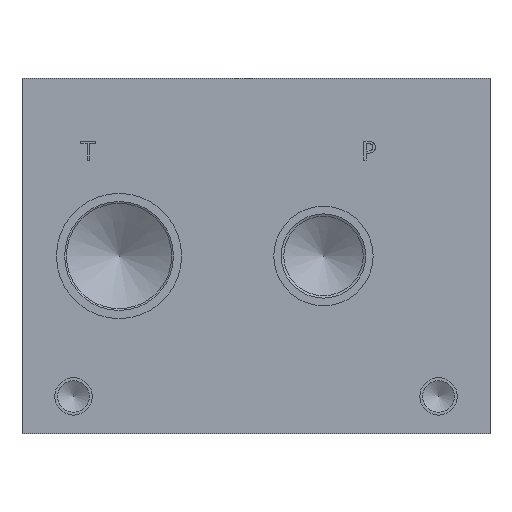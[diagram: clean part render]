
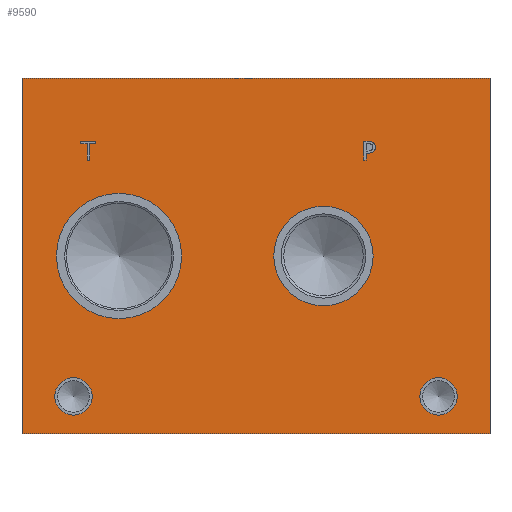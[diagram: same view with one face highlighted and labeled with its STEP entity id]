
A CAD part, left-side view. The second image highlights one B-rep face of the part: STEP entity #9590.
In plain terms, the highlighted planar face has unit normal (-1, 0, 0).
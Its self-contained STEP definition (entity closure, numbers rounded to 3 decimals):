
#101=CIRCLE('',#10013,21.234);
#102=CIRCLE('',#10014,21.234);
#103=CIRCLE('',#10015,16.853);
#104=CIRCLE('',#10016,16.853);
#105=CIRCLE('',#10017,6.35);
#106=CIRCLE('',#10018,6.35);
#107=CIRCLE('',#10019,6.35);
#108=CIRCLE('',#10020,6.35);
#288=FACE_BOUND('',#1519,.T.);
#289=FACE_BOUND('',#1520,.T.);
#290=FACE_BOUND('',#1521,.T.);
#291=FACE_BOUND('',#1522,.T.);
#292=FACE_BOUND('',#1523,.T.);
#293=FACE_BOUND('',#1524,.T.);
#565=PLANE('',#10012);
#977=FACE_OUTER_BOUND('',#1518,.T.);
#1518=EDGE_LOOP('',(#7962,#7963,#7964,#7965));
#1519=EDGE_LOOP('',(#7966,#7967));
#1520=EDGE_LOOP('',(#7968,#7969));
#1521=EDGE_LOOP('',(#7970,#7971));
#1522=EDGE_LOOP('',(#7972,#7973));
#1523=EDGE_LOOP('',(#7974,#7975,#7976,#7977,#7978,#7979,#7980,#7981));
#1524=EDGE_LOOP('',(#7982,#7983,#7984,#7985,#7986,#7987,#7988,#7989,#7990));
#1974=LINE('',#14226,#2910);
#2448=LINE('',#15628,#3384);
#2451=LINE('',#15634,#3387);
#2454=LINE('',#15640,#3390);
#2457=LINE('',#15646,#3393);
#2460=LINE('',#15652,#3396);
#2464=LINE('',#15694,#3400);
#2465=LINE('',#15696,#3401);
#2466=LINE('',#15697,#3402);
#2467=LINE('',#15716,#3403);
#2468=LINE('',#15718,#3404);
#2469=LINE('',#15720,#3405);
#2470=LINE('',#15722,#3406);
#2471=LINE('',#15724,#3407);
#2472=LINE('',#15726,#3408);
#2473=LINE('',#15728,#3409);
#2474=LINE('',#15729,#3410);
#2910=VECTOR('',#10700,10.);
#3384=VECTOR('',#11530,10.);
#3387=VECTOR('',#11535,10.);
#3390=VECTOR('',#11540,10.);
#3393=VECTOR('',#11545,10.);
#3396=VECTOR('',#11550,10.);
#3400=VECTOR('',#11558,10.);
#3401=VECTOR('',#11559,10.);
#3402=VECTOR('',#11560,10.);
#3403=VECTOR('',#11577,10.);
#3404=VECTOR('',#11578,10.);
#3405=VECTOR('',#11579,10.);
#3406=VECTOR('',#11580,10.);
#3407=VECTOR('',#11581,10.);
#3408=VECTOR('',#11582,10.);
#3409=VECTOR('',#11583,10.);
#3410=VECTOR('',#11584,10.);
#3793=B_SPLINE_CURVE_WITH_KNOTS('',2,(#15595,#15596,#15597,#15598),
 .UNSPECIFIED.,.F.,.F.,(3,1,3),(0.,1.,2.),.UNSPECIFIED.);
#3795=B_SPLINE_CURVE_WITH_KNOTS('',2,(#15616,#15617,#15618,#15619),
 .UNSPECIFIED.,.F.,.F.,(3,1,3),(0.,1.,2.),.UNSPECIFIED.);
#3797=B_SPLINE_CURVE_WITH_KNOTS('',2,(#15665,#15666,#15667,#15668),
 .UNSPECIFIED.,.F.,.F.,(3,1,3),(0.,1.,2.),.UNSPECIFIED.);
#3799=B_SPLINE_CURVE_WITH_KNOTS('',2,(#15683,#15684,#15685,#15686),
 .UNSPECIFIED.,.F.,.F.,(3,1,3),(0.,1.,2.),.UNSPECIFIED.);
#4103=VERTEX_POINT('',#14219);
#4106=VERTEX_POINT('',#14224);
#4474=VERTEX_POINT('',#15593);
#4475=VERTEX_POINT('',#15594);
#4478=VERTEX_POINT('',#15615);
#4480=VERTEX_POINT('',#15627);
#4482=VERTEX_POINT('',#15633);
#4484=VERTEX_POINT('',#15639);
#4486=VERTEX_POINT('',#15645);
#4488=VERTEX_POINT('',#15651);
#4490=VERTEX_POINT('',#15664);
#4492=VERTEX_POINT('',#15693);
#4493=VERTEX_POINT('',#15695);
#4494=VERTEX_POINT('',#15698);
#4495=VERTEX_POINT('',#15699);
#4496=VERTEX_POINT('',#15702);
#4497=VERTEX_POINT('',#15703);
#4498=VERTEX_POINT('',#15706);
#4499=VERTEX_POINT('',#15707);
#4500=VERTEX_POINT('',#15710);
#4501=VERTEX_POINT('',#15711);
#4502=VERTEX_POINT('',#15714);
#4503=VERTEX_POINT('',#15715);
#4504=VERTEX_POINT('',#15717);
#4505=VERTEX_POINT('',#15719);
#4506=VERTEX_POINT('',#15721);
#4507=VERTEX_POINT('',#15723);
#4508=VERTEX_POINT('',#15725);
#4509=VERTEX_POINT('',#15727);
#5163=EDGE_CURVE('',#4103,#4106,#1974,.T.);
#5694=EDGE_CURVE('',#4474,#4475,#3793,.T.);
#5698=EDGE_CURVE('',#4478,#4474,#3795,.T.);
#5701=EDGE_CURVE('',#4480,#4478,#2448,.T.);
#5704=EDGE_CURVE('',#4482,#4480,#2451,.T.);
#5707=EDGE_CURVE('',#4484,#4482,#2454,.T.);
#5710=EDGE_CURVE('',#4486,#4484,#2457,.T.);
#5713=EDGE_CURVE('',#4488,#4486,#2460,.T.);
#5716=EDGE_CURVE('',#4490,#4488,#3797,.T.);
#5719=EDGE_CURVE('',#4475,#4490,#3799,.T.);
#5721=EDGE_CURVE('',#4492,#4103,#2464,.T.);
#5722=EDGE_CURVE('',#4493,#4106,#2465,.T.);
#5723=EDGE_CURVE('',#4492,#4493,#2466,.T.);
#5724=EDGE_CURVE('',#4494,#4495,#101,.T.);
#5725=EDGE_CURVE('',#4495,#4494,#102,.T.);
#5726=EDGE_CURVE('',#4496,#4497,#103,.T.);
#5727=EDGE_CURVE('',#4497,#4496,#104,.T.);
#5728=EDGE_CURVE('',#4498,#4499,#105,.T.);
#5729=EDGE_CURVE('',#4499,#4498,#106,.T.);
#5730=EDGE_CURVE('',#4500,#4501,#107,.T.);
#5731=EDGE_CURVE('',#4501,#4500,#108,.T.);
#5732=EDGE_CURVE('',#4502,#4503,#2467,.T.);
#5733=EDGE_CURVE('',#4503,#4504,#2468,.T.);
#5734=EDGE_CURVE('',#4504,#4505,#2469,.T.);
#5735=EDGE_CURVE('',#4505,#4506,#2470,.T.);
#5736=EDGE_CURVE('',#4506,#4507,#2471,.T.);
#5737=EDGE_CURVE('',#4507,#4508,#2472,.T.);
#5738=EDGE_CURVE('',#4508,#4509,#2473,.T.);
#5739=EDGE_CURVE('',#4509,#4502,#2474,.T.);
#7962=ORIENTED_EDGE('',*,*,#5721,.T.);
#7963=ORIENTED_EDGE('',*,*,#5163,.T.);
#7964=ORIENTED_EDGE('',*,*,#5722,.F.);
#7965=ORIENTED_EDGE('',*,*,#5723,.F.);
#7966=ORIENTED_EDGE('',*,*,#5724,.T.);
#7967=ORIENTED_EDGE('',*,*,#5725,.T.);
#7968=ORIENTED_EDGE('',*,*,#5726,.T.);
#7969=ORIENTED_EDGE('',*,*,#5727,.T.);
#7970=ORIENTED_EDGE('',*,*,#5728,.T.);
#7971=ORIENTED_EDGE('',*,*,#5729,.T.);
#7972=ORIENTED_EDGE('',*,*,#5730,.T.);
#7973=ORIENTED_EDGE('',*,*,#5731,.T.);
#7974=ORIENTED_EDGE('',*,*,#5732,.T.);
#7975=ORIENTED_EDGE('',*,*,#5733,.T.);
#7976=ORIENTED_EDGE('',*,*,#5734,.T.);
#7977=ORIENTED_EDGE('',*,*,#5735,.T.);
#7978=ORIENTED_EDGE('',*,*,#5736,.T.);
#7979=ORIENTED_EDGE('',*,*,#5737,.T.);
#7980=ORIENTED_EDGE('',*,*,#5738,.T.);
#7981=ORIENTED_EDGE('',*,*,#5739,.T.);
#7982=ORIENTED_EDGE('',*,*,#5694,.T.);
#7983=ORIENTED_EDGE('',*,*,#5719,.T.);
#7984=ORIENTED_EDGE('',*,*,#5716,.T.);
#7985=ORIENTED_EDGE('',*,*,#5713,.T.);
#7986=ORIENTED_EDGE('',*,*,#5710,.T.);
#7987=ORIENTED_EDGE('',*,*,#5707,.T.);
#7988=ORIENTED_EDGE('',*,*,#5704,.T.);
#7989=ORIENTED_EDGE('',*,*,#5701,.T.);
#7990=ORIENTED_EDGE('',*,*,#5698,.T.);
#9590=ADVANCED_FACE('',(#977,#288,#289,#290,#291,#292,#293),#565,.T.);
#10012=AXIS2_PLACEMENT_3D('',#15692,#11556,#11557);
#10013=AXIS2_PLACEMENT_3D('',#15700,#11561,#11562);
#10014=AXIS2_PLACEMENT_3D('',#15701,#11563,#11564);
#10015=AXIS2_PLACEMENT_3D('',#15704,#11565,#11566);
#10016=AXIS2_PLACEMENT_3D('',#15705,#11567,#11568);
#10017=AXIS2_PLACEMENT_3D('',#15708,#11569,#11570);
#10018=AXIS2_PLACEMENT_3D('',#15709,#11571,#11572);
#10019=AXIS2_PLACEMENT_3D('',#15712,#11573,#11574);
#10020=AXIS2_PLACEMENT_3D('',#15713,#11575,#11576);
#10700=DIRECTION('',(0.,0.,1.));
#11530=DIRECTION('',(0.,-1.,0.));
#11535=DIRECTION('',(0.,0.,1.));
#11540=DIRECTION('',(0.,1.,0.));
#11545=DIRECTION('',(0.,0.,-1.));
#11550=DIRECTION('',(0.,1.,0.));
#11556=DIRECTION('center_axis',(-1.,0.,0.));
#11557=DIRECTION('ref_axis',(0.,-1.,0.));
#11558=DIRECTION('',(0.,-1.,0.));
#11559=DIRECTION('',(0.,-1.,0.));
#11560=DIRECTION('',(0.,0.,1.));
#11561=DIRECTION('center_axis',(1.,0.,0.));
#11562=DIRECTION('ref_axis',(0.,1.,0.));
#11563=DIRECTION('center_axis',(1.,0.,0.));
#11564=DIRECTION('ref_axis',(0.,1.,0.));
#11565=DIRECTION('center_axis',(1.,0.,0.));
#11566=DIRECTION('ref_axis',(0.,1.,0.));
#11567=DIRECTION('center_axis',(1.,0.,0.));
#11568=DIRECTION('ref_axis',(0.,1.,0.));
#11569=DIRECTION('center_axis',(1.,0.,0.));
#11570=DIRECTION('ref_axis',(0.,1.,0.));
#11571=DIRECTION('center_axis',(1.,0.,0.));
#11572=DIRECTION('ref_axis',(0.,1.,0.));
#11573=DIRECTION('center_axis',(1.,0.,0.));
#11574=DIRECTION('ref_axis',(0.,1.,0.));
#11575=DIRECTION('center_axis',(1.,0.,0.));
#11576=DIRECTION('ref_axis',(0.,1.,0.));
#11577=DIRECTION('',(0.,1.,0.));
#11578=DIRECTION('',(0.,0.,1.));
#11579=DIRECTION('',(0.,1.,0.));
#11580=DIRECTION('',(0.,0.,1.));
#11581=DIRECTION('',(0.,-1.,0.));
#11582=DIRECTION('',(0.,0.,-1.));
#11583=DIRECTION('',(0.,1.,0.));
#11584=DIRECTION('',(0.,0.,-1.));
#14219=CARTESIAN_POINT('',(0.,0.,0.));
#14224=CARTESIAN_POINT('',(0.,0.,120.65));
#14226=CARTESIAN_POINT('',(0.,0.,0.));
#15593=CARTESIAN_POINT('',(0.,39.635,98.791));
#15594=CARTESIAN_POINT('',(0.,38.879,97.273));
#15595=CARTESIAN_POINT('Ctrl Pts',(0.,39.635,98.791));
#15596=CARTESIAN_POINT('Ctrl Pts',(0.,39.28,98.549));
#15597=CARTESIAN_POINT('Ctrl Pts',(0.,38.879,97.803));
#15598=CARTESIAN_POINT('Ctrl Pts',(0.,38.879,97.273));
#15615=CARTESIAN_POINT('',(0.,41.297,99.187));
#15616=CARTESIAN_POINT('Ctrl Pts',(0.,41.297,99.187));
#15617=CARTESIAN_POINT('Ctrl Pts',(0.,40.731,99.187));
#15618=CARTESIAN_POINT('Ctrl Pts',(0.,39.939,99.002));
#15619=CARTESIAN_POINT('Ctrl Pts',(0.,39.635,98.791));
#15627=CARTESIAN_POINT('',(0.,42.892,99.187));
#15628=CARTESIAN_POINT('',(0.,100.821,99.187));
#15633=CARTESIAN_POINT('',(0.,42.892,92.837));
#15634=CARTESIAN_POINT('',(0.,42.892,46.418));
#15639=CARTESIAN_POINT('',(0.,42.048,92.837));
#15640=CARTESIAN_POINT('',(0.,100.399,92.837));
#15645=CARTESIAN_POINT('',(0.,42.048,95.204));
#15646=CARTESIAN_POINT('',(0.,42.048,47.602));
#15651=CARTESIAN_POINT('',(0.,41.333,95.204));
#15652=CARTESIAN_POINT('',(0.,100.042,95.204));
#15664=CARTESIAN_POINT('',(0.,39.434,95.863));
#15665=CARTESIAN_POINT('Ctrl Pts',(0.,39.434,95.863));
#15666=CARTESIAN_POINT('Ctrl Pts',(0.,39.764,95.539));
#15667=CARTESIAN_POINT('Ctrl Pts',(0.,40.654,95.204));
#15668=CARTESIAN_POINT('Ctrl Pts',(0.,41.333,95.204));
#15683=CARTESIAN_POINT('Ctrl Pts',(0.,38.879,97.273));
#15684=CARTESIAN_POINT('Ctrl Pts',(0.,38.879,96.861));
#15685=CARTESIAN_POINT('Ctrl Pts',(0.,39.172,96.12));
#15686=CARTESIAN_POINT('Ctrl Pts',(0.,39.434,95.863));
#15692=CARTESIAN_POINT('Origin',(0.,158.75,0.));
#15693=CARTESIAN_POINT('',(0.,158.75,0.));
#15694=CARTESIAN_POINT('',(0.,158.75,0.));
#15695=CARTESIAN_POINT('',(0.,158.75,120.65));
#15696=CARTESIAN_POINT('',(0.,158.75,120.65));
#15697=CARTESIAN_POINT('',(0.,158.75,0.));
#15698=CARTESIAN_POINT('',(0.,147.066,60.325));
#15699=CARTESIAN_POINT('',(0.,104.597,60.325));
#15700=CARTESIAN_POINT('Origin',(0.,125.832,60.325));
#15701=CARTESIAN_POINT('Origin',(0.,125.832,60.325));
#15702=CARTESIAN_POINT('',(0.,73.343,60.325));
#15703=CARTESIAN_POINT('',(0.,39.637,60.325));
#15704=CARTESIAN_POINT('Origin',(0.,56.49,60.325));
#15705=CARTESIAN_POINT('Origin',(0.,56.49,60.325));
#15706=CARTESIAN_POINT('',(0.,147.625,12.7));
#15707=CARTESIAN_POINT('',(0.,134.925,12.7));
#15708=CARTESIAN_POINT('Origin',(0.,141.275,12.7));
#15709=CARTESIAN_POINT('Origin',(0.,141.275,12.7));
#15710=CARTESIAN_POINT('',(0.,23.8,12.7));
#15711=CARTESIAN_POINT('',(0.,11.1,12.7));
#15712=CARTESIAN_POINT('Origin',(0.,17.45,12.7));
#15713=CARTESIAN_POINT('Origin',(0.,17.45,12.7));
#15714=CARTESIAN_POINT('',(0.,135.816,92.837));
#15715=CARTESIAN_POINT('',(0.,136.66,92.837));
#15716=CARTESIAN_POINT('',(0.,147.283,92.837));
#15717=CARTESIAN_POINT('',(0.,136.66,98.436));
#15718=CARTESIAN_POINT('',(0.,136.66,46.419));
#15719=CARTESIAN_POINT('',(0.,138.791,98.436));
#15720=CARTESIAN_POINT('',(0.,147.705,98.436));
#15721=CARTESIAN_POINT('',(0.,138.791,99.187));
#15722=CARTESIAN_POINT('',(0.,138.791,49.218));
#15723=CARTESIAN_POINT('',(0.,133.686,99.187));
#15724=CARTESIAN_POINT('',(0.,148.77,99.187));
#15725=CARTESIAN_POINT('',(0.,133.686,98.436));
#15726=CARTESIAN_POINT('',(0.,133.686,49.593));
#15727=CARTESIAN_POINT('',(0.,135.816,98.436));
#15728=CARTESIAN_POINT('',(0.,146.218,98.436));
#15729=CARTESIAN_POINT('',(0.,135.816,49.218));
